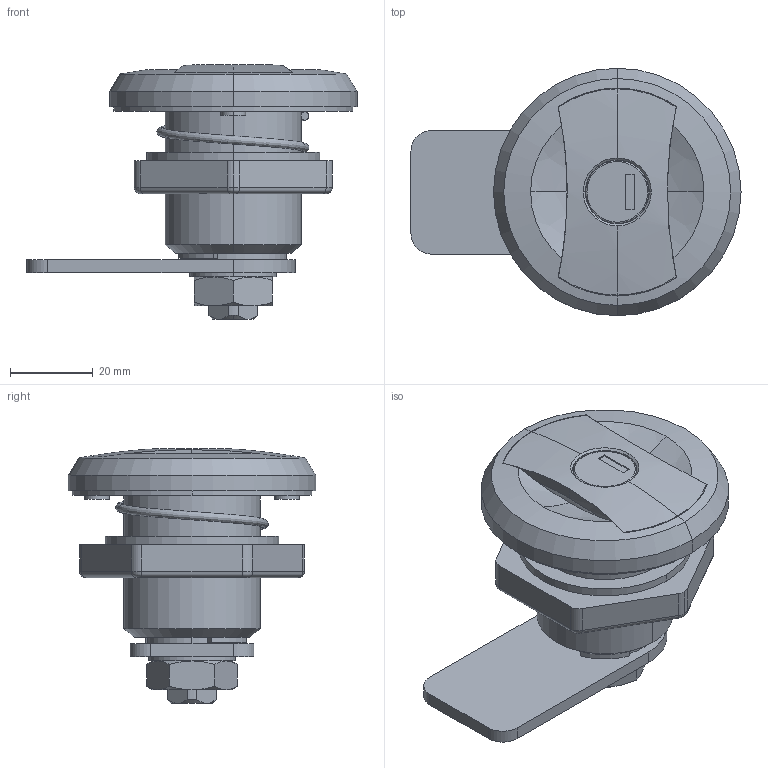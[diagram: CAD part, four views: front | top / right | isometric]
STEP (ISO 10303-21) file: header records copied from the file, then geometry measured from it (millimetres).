
FILE_DESCRIPTION (( 'STEP AP203' ), '1' );
FILE_NAME ('A-303-1-TAK60.STEP', '2020-03-31T06:54:40', ( '' ), ( '' ), 'SwSTEP 2.0', 'SolidWorks 2018', '' );
FILE_SCHEMA (( 'CONFIG_CONTROL_DESIGN' ));
Length unit declared in the file: millimetre
Products named in the file (12): A-303-1-TAK60_ハウジング_; A-303-1-TAK60_止め金_; A-303-1-TAK60_シャフト_; A-303-1-TAK60_榋妏僫僢僩ver1.01__M12僫僢僩(揝)3庬_屇傃宎婎弨; A-303-1-TAK60_パッキン_; A-303-1-TAK60_ストッパー_; A-303-1-TAK60_ハンドル_; A-303-1-TAK60_歯付座金_; A-303-1-TAK60_リングワッシャー_; A-303-1-TAK60; A-303-1_TAK60儘乕僞乕_岞奐梡_TAK60-4-3.3; A-303-1-TAK60_六角ナット(大)_
Assembly tree (11 placements, depth 2):
  A-303-1-TAK60
    A-303-1-TAK60_ハウジング_
    A-303-1-TAK60_ハンドル_
    A-303-1-TAK60_シャフト_
    A-303-1_TAK60儘乕僞乕_岞奐梡_TAK60-4-3.3
    A-303-1-TAK60_ストッパー_
    A-303-1-TAK60_歯付座金_
    A-303-1-TAK60_榋妏僫僢僩ver1.01__M12僫僢僩(揝)3庬_屇傃宎婎弨
    A-303-1-TAK60_リングワッシャー_
    A-303-1-TAK60_六角ナット(大)_
    A-303-1-TAK60_パッキン_
    A-303-1-TAK60_止め金_
Bounding box: 80 x 60 x 61.77 mm (x, y, z)
Volume: 69309.7 mm3; surface area: 42081.9 mm2
Topology: 11 solids, 11 shells, 283 faces, 683 edges, 436 vertices
Faces by surface type: cylinder 115, plane 107, cone 39, torus 12, sphere 8, bspline 2
Entity records: 10338 total; most frequent: CARTESIAN_POINT 2269, DIRECTION 1522, ORIENTED_EDGE 1366, EDGE_CURVE 683, AXIS2_PLACEMENT_3D 605, VERTEX_POINT 436, VECTOR 312, LINE 312
